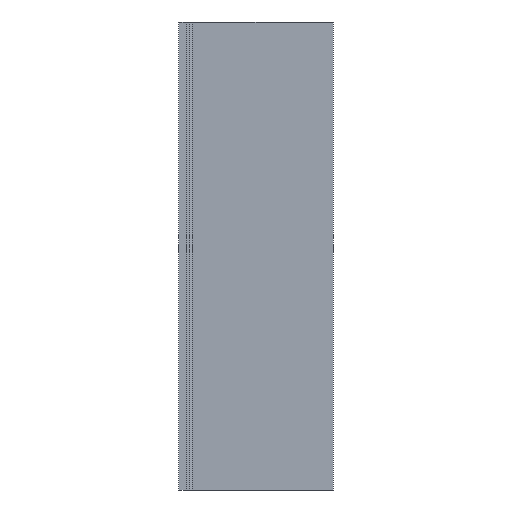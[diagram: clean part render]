
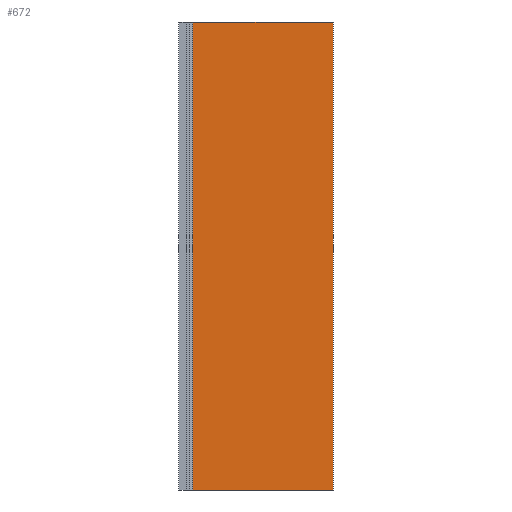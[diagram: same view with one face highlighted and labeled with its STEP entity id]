
A CAD part, left-side view. The second image highlights one B-rep face of the part: STEP entity #672.
In plain terms, the highlighted planar face has unit normal (-1, 0, 0).
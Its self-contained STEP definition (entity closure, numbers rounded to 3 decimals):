
#32=PLANE('',#735);
#64=FACE_OUTER_BOUND('',#98,.T.);
#98=EDGE_LOOP('',(#561,#562,#563,#564));
#138=LINE('',#988,#226);
#150=LINE('',#1015,#238);
#177=LINE('',#1070,#265);
#178=LINE('',#1071,#266);
#226=VECTOR('',#797,10.);
#238=VECTOR('',#815,10.);
#265=VECTOR('',#870,10.);
#266=VECTOR('',#871,10.);
#322=VERTEX_POINT('',#985);
#323=VERTEX_POINT('',#987);
#335=VERTEX_POINT('',#1013);
#349=VERTEX_POINT('',#1069);
#390=EDGE_CURVE('',#322,#323,#138,.T.);
#404=EDGE_CURVE('',#322,#335,#150,.T.);
#431=EDGE_CURVE('',#335,#349,#177,.T.);
#432=EDGE_CURVE('',#323,#349,#178,.T.);
#561=ORIENTED_EDGE('',*,*,#431,.T.);
#562=ORIENTED_EDGE('',*,*,#432,.F.);
#563=ORIENTED_EDGE('',*,*,#390,.F.);
#564=ORIENTED_EDGE('',*,*,#404,.T.);
#672=ADVANCED_FACE('',(#64),#32,.T.);
#735=AXIS2_PLACEMENT_3D('',#1068,#868,#869);
#797=DIRECTION('',(0.,1.,0.));
#815=DIRECTION('',(0.,0.,1.));
#868=DIRECTION('center_axis',(-1.,0.,0.));
#869=DIRECTION('ref_axis',(0.,-1.,0.));
#870=DIRECTION('',(0.,1.,0.));
#871=DIRECTION('',(0.,0.,1.));
#985=CARTESIAN_POINT('',(-15.75,-33.,0.));
#987=CARTESIAN_POINT('',(-15.75,-3.,0.));
#988=CARTESIAN_POINT('',(-15.75,-9.75,0.));
#1013=CARTESIAN_POINT('',(-15.75,-33.,100.));
#1015=CARTESIAN_POINT('',(-15.75,-33.,0.));
#1068=CARTESIAN_POINT('Origin',(-15.75,-3.,0.));
#1069=CARTESIAN_POINT('',(-15.75,-3.,100.));
#1070=CARTESIAN_POINT('',(-15.75,-9.75,100.));
#1071=CARTESIAN_POINT('',(-15.75,-3.,0.));
